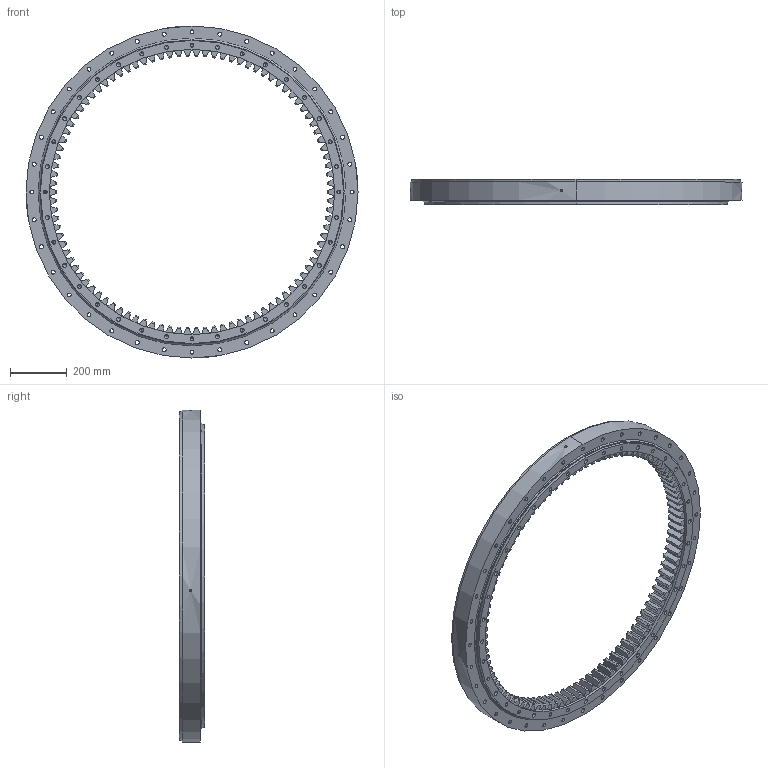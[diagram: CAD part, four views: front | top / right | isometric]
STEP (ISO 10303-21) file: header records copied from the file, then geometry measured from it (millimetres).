
FILE_DESCRIPTION (( 'STEP AP203' ), '1' );
FILE_NAME ('07-1075-01.STEP', '2017-12-27T10:59:45', ( 'defontaine' ), ( 'Hewlett-Packard Company' ), 'SwSTEP 2.0', 'SolidWorks 2016', '' );
FILE_SCHEMA (( 'CONFIG_CONTROL_DESIGN' ));
Length unit declared in the file: millimetre
Products named in the file (1): 07-1075-01
Bounding box: 1175 x 90 x 1175 mm (x, y, z)
Volume: 21212541.3 mm3; surface area: 2321855.2 mm2
Topology: 5 solids, 5 shells, 995 faces, 2739 edges, 1756 vertices
Faces by surface type: cylinder 441, cone 284, plane 248, torus 22
Entity records: 32620 total; most frequent: CARTESIAN_POINT 7179, DIRECTION 5377, ORIENTED_EDGE 5334, EDGE_CURVE 2667, AXIS2_PLACEMENT_3D 2130, VERTEX_POINT 1756, EDGE_LOOP 1157, CIRCLE 1134
